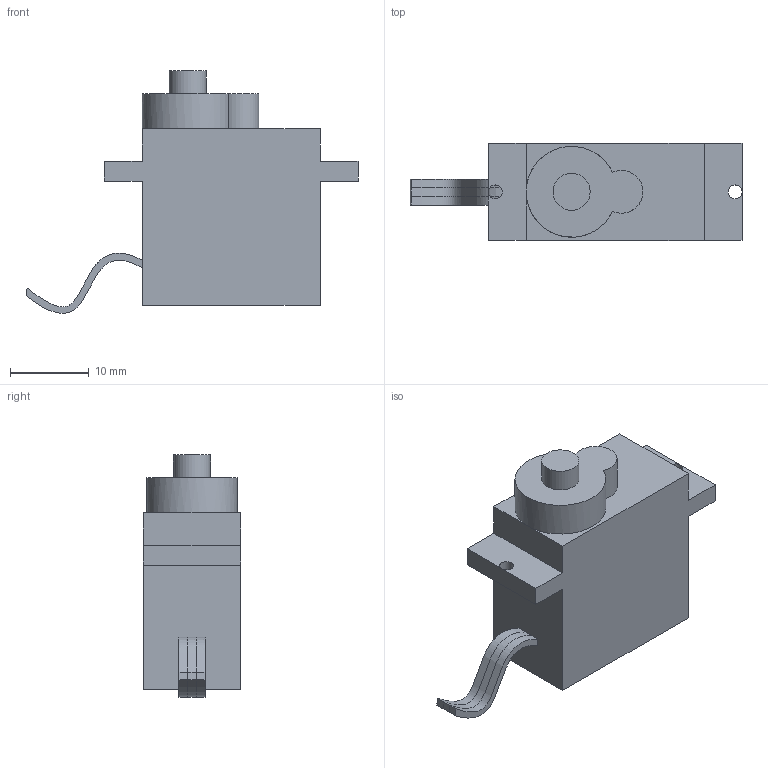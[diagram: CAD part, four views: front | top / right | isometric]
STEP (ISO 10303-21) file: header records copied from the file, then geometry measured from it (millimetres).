
FILE_DESCRIPTION(/* description */ (''),/* implementation_level */ '2;1');
FILE_NAME(/* name */ 'Servo_Motor.stp',/* time_stamp */ '2017-06-27T22:23:06-04:00',/* author */ (''),/* organization */ (''),/* preprocessor_version */ 'ST-DEVELOPER v16.13',/* originating_system */ 'Autodesk Translation Framework v6.1.1.50',/* authorisation */ '');
FILE_SCHEMA (('AUTOMOTIVE_DESIGN { 1 0 10303 214 3 1 1 }'));
Length unit declared in the file: millimetre
Products named in the file (4): Moteur; Blue Body; Gears; Wires
Assembly tree (3 placements, depth 2):
  Moteur
    Blue Body
    Gears
    Wires
Bounding box: 42.06 x 12.3 x 30.71 mm (x, y, z)
Volume: 7131.2 mm3; surface area: 2908.4 mm2
Topology: 5 solids, 5 shells, 42 faces, 93 edges, 59 vertices
Faces by surface type: plane 31, bspline 6, cylinder 5
Full cylindrical faces by diameter (mm): 1.75 x2, 4.7 x1
Entity records: 1714 total; most frequent: CARTESIAN_POINT 693, ORIENTED_EDGE 188, DIRECTION 179, EDGE_CURVE 92, LINE 69, VECTOR 69, VERTEX_POINT 59, AXIS2_PLACEMENT_3D 55
